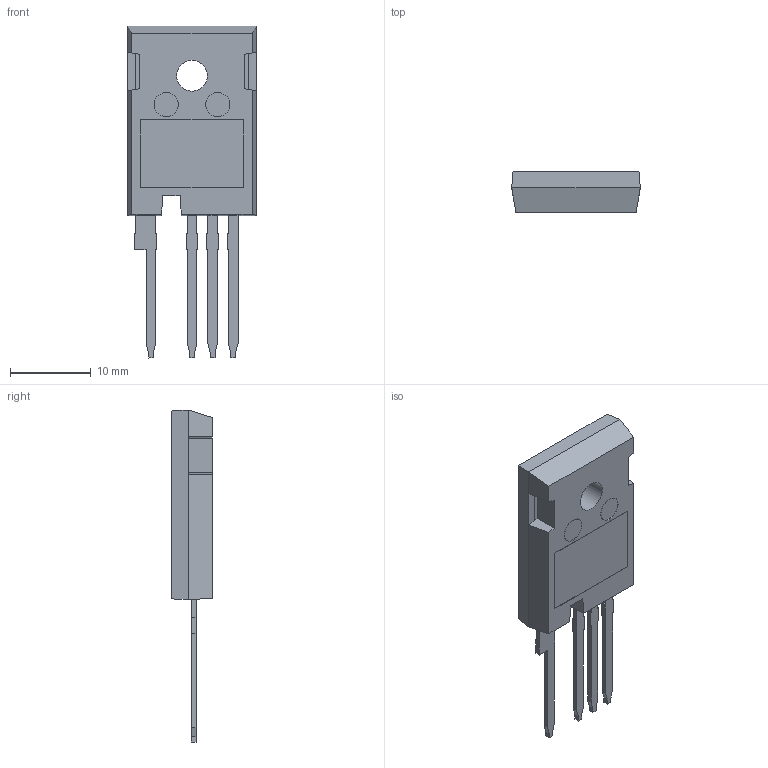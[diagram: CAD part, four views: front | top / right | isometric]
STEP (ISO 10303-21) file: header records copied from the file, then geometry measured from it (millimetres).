
FILE_DESCRIPTION(/* description */ ('Unknown'),/* implementation_level */ '2;1');
FILE_NAME(/* name */ 'TO247-4L ',/* time_stamp */ '2022-11-22T15:55:44+08:00',/* author */ ('Unknown'),/* organization */ ('Unknown'),/* preprocessor_version */ 'ST-DEVELOPER v18.102',/* originating_system */ 'Solid Edge',/* authorisation */ 'Unknown');
FILE_SCHEMA (('AUTOMOTIVE_DESIGN {1 0 10303 214 3 1 1}'));
Length unit declared in the file: millimetre
Products named in the file (4): TO247-4L ; Compound; EP; LDF
Assembly tree (3 placements, depth 2):
  TO247-4L 
    Compound
    EP
    LDF
Bounding box: 15.9 x 5 x 41.01 mm (x, y, z)
Volume: 1722.7 mm3; surface area: 2101.4 mm2
Topology: 6 solids, 6 shells, 141 faces, 375 edges, 247 vertices
Faces by surface type: plane 136, cylinder 5
Full cylindrical faces by diameter (mm): 3 x2, 3.811 x1, 7.18 x2
Entity records: 4368 total; most frequent: CARTESIAN_POINT 756, ORIENTED_EDGE 734, DIRECTION 667, EDGE_CURVE 367, LINE 357, VECTOR 357, VERTEX_POINT 244, EDGE_LOOP 155
